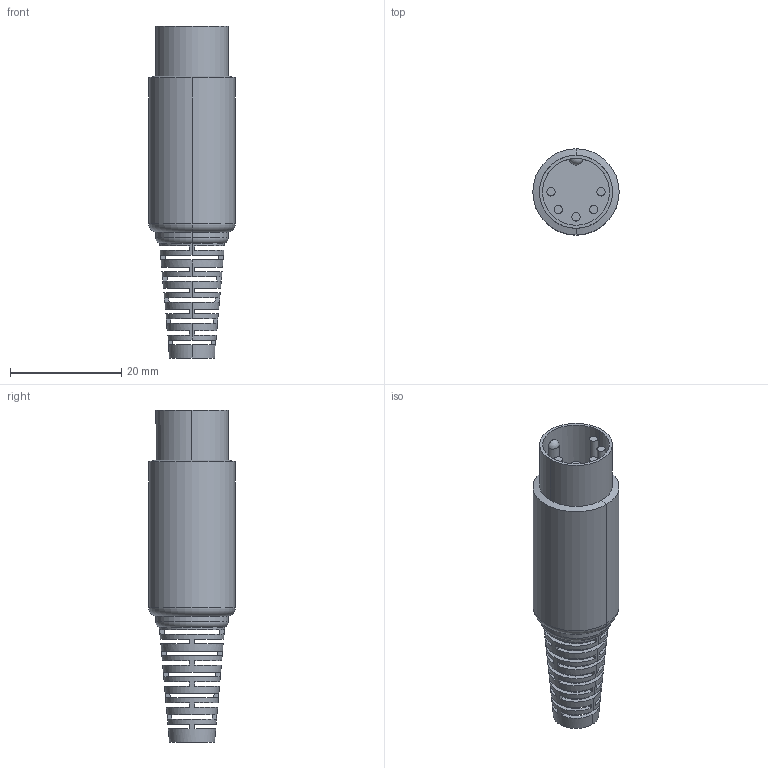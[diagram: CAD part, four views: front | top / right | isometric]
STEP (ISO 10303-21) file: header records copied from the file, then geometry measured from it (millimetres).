
FILE_DESCRIPTION (( 'STEP AP214' ), '1' );
FILE_NAME ('CUI_DEVICES_SD-50.step', '2019-10-20T23:55:54', ( '' ), ( '' ), 'SwSTEP 2.0', 'SolidWorks 2019', '' );
FILE_SCHEMA (( 'AUTOMOTIVE_DESIGN' ));
Length unit declared in the file: inch
Products named in the file (1): CUI_DEVICES_SD-50
Bounding box: 15.49 x 15.49 x 59.59 mm (x, y, z)
Volume: 6073.2 mm3; surface area: 3875.1 mm2
Topology: 1 solids, 1 shells, 130 faces, 411 edges, 268 vertices
Faces by surface type: plane 90, cylinder 24, cone 6, torus 4, bspline 4, sphere 2
Entity records: 6566 total; most frequent: CARTESIAN_POINT 1043, DIRECTION 823, ORIENTED_EDGE 816, EDGE_CURVE 408, AXIS2_PLACEMENT_3D 313, VERTEX_POINT 267, VECTOR 197, LINE 197
